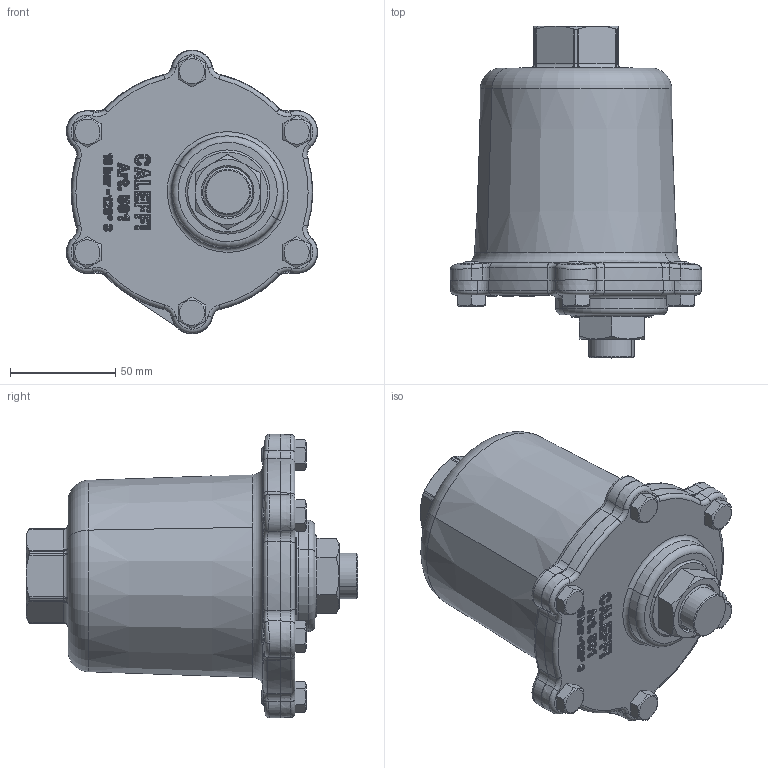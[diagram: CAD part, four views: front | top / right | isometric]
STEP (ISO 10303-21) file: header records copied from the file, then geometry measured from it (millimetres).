
FILE_DESCRIPTION(('CATIA V5 STEP Exchange'),'2;1');
FILE_NAME('STEP_501502A_-_TST.stp','2017-03-31T09:28:46+00:00',('none'),('none'),'CATIA Version 5-6 Release 2014 SP5','CATIA V5 STEP AP203','none');
FILE_SCHEMA(('CONFIG_CONTROL_DESIGN'));
Length unit declared in the file: millimetre
Products named in the file (1): 501502A - TST
Bounding box: 119.59 x 158 x 134.98 mm (x, y, z)
Volume: 875293.2 mm3; surface area: 60044.9 mm2
Topology: 1 solids, 1 shells, 1433 faces, 3301 edges, 1795 vertices
Faces by surface type: cylinder 517, bspline 286, plane 270, torus 132, cone 129, sphere 84, revolution 15
Entity records: 59325 total; most frequent: CARTESIAN_POINT 31679, ORIENTED_EDGE 6354, DIRECTION 4191, EDGE_CURVE 3177, AXIS2_PLACEMENT_3D 2069, VERTEX_POINT 1795, EDGE_LOOP 1482, ADVANCED_FACE 1433
